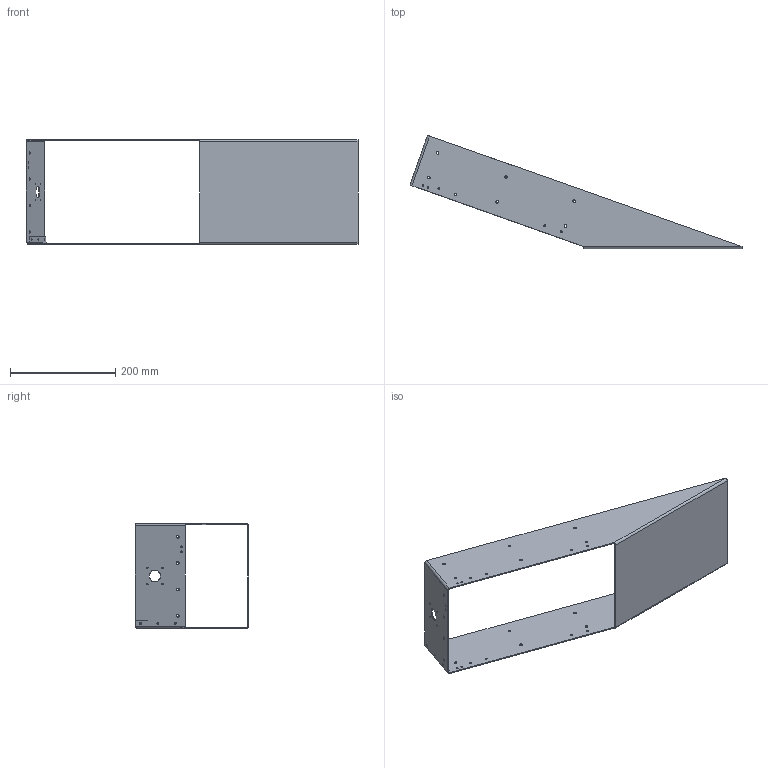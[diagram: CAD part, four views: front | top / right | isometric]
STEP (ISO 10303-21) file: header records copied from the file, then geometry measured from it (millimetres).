
FILE_DESCRIPTION(/* description */ (''),/* implementation_level */ '2;1');
FILE_NAME(/* name */ 'Box1 v13.step',/* time_stamp */ '2024-01-25T11:12:00+01:00',/* author */ (''),/* organization */ (''),/* preprocessor_version */ 'ST-DEVELOPER v20',/* originating_system */ 'Autodesk Translation Framework v12.14.0.127',/* authorisation */ '');
FILE_SCHEMA (('AUTOMOTIVE_DESIGN { 1 0 10303 214 3 1 1 }'));
Length unit declared in the file: millimetre
Products named in the file (1): Box1
Bounding box: 629.98 x 214.95 x 198.95 mm (x, y, z)
Volume: 354870.8 mm3; surface area: 361976.6 mm2
Topology: 1 solids, 1 shells, 81 faces, 213 edges, 134 vertices
Faces by surface type: cylinder 49, plane 32
Full cylindrical faces by diameter (mm): 3 x12, 3.1 x4, 4 x8, 5 x16, 22.5 x1
Entity records: 2710 total; most frequent: DIRECTION 475, CARTESIAN_POINT 429, ORIENTED_EDGE 426, EDGE_CURVE 213, AXIS2_PLACEMENT_3D 180, EDGE_LOOP 163, VERTEX_POINT 134, LINE 115
